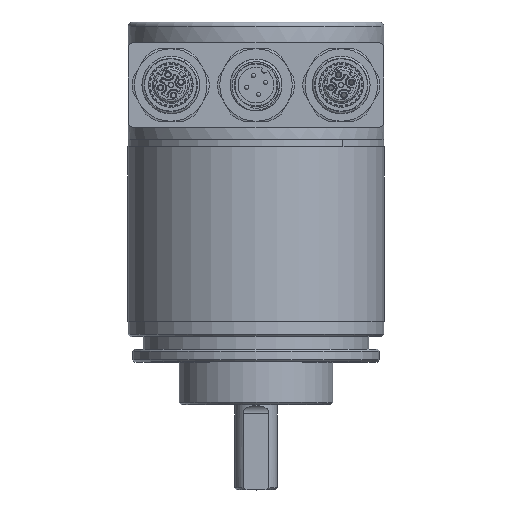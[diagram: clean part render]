
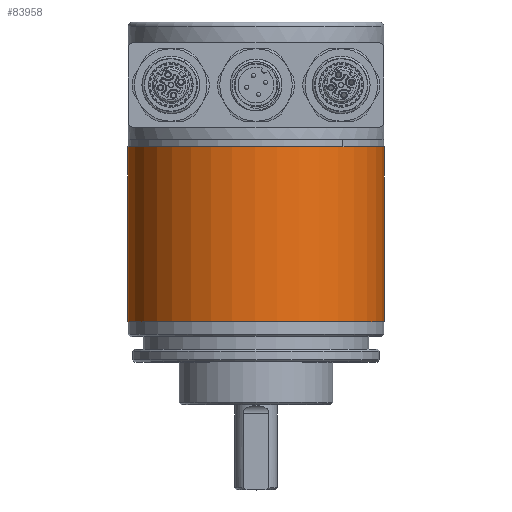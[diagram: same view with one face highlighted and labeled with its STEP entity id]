
A CAD part, top view. The second image highlights one B-rep face of the part: STEP entity #83958.
In plain terms, the highlighted cylindrical face has radius 30.15 mm (diameter 60.3 mm), a partial arc.
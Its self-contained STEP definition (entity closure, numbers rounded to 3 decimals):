
#2664 = VECTOR ( 'NONE', #6159, 1000. ) ;
#3386 = CARTESIAN_POINT ( 'NONE',  ( 0., 19.5, 0. ) ) ;
#4857 = DIRECTION ( 'NONE',  ( 0., -1., 0. ) ) ;
#6021 = EDGE_CURVE ( 'NONE', #87436, #7731, #34415, .T. ) ;
#6159 = DIRECTION ( 'NONE',  ( 0., 1., 0. ) ) ;
#7731 = VERTEX_POINT ( 'NONE', #63374 ) ;
#10571 = LINE ( 'NONE', #31051, #75415 ) ;
#11907 = CIRCLE ( 'NONE', #20448, 30.15 ) ;
#18730 = ORIENTED_EDGE ( 'NONE', *, *, #6021, .F. ) ;
#20448 = AXIS2_PLACEMENT_3D ( 'NONE', #72468, #4857, #39109 ) ;
#29777 = FACE_OUTER_BOUND ( 'NONE', #31813, .T. ) ;
#30555 = DIRECTION ( 'NONE',  ( 0., -1., 0. ) ) ;
#31051 = CARTESIAN_POINT ( 'NONE',  ( -30.149, 19.5, -0.3 ) ) ;
#31813 = EDGE_LOOP ( 'NONE', ( #18730, #43762, #79875, #78171 ) ) ;
#34415 = CIRCLE ( 'NONE', #45789, 30.15 ) ;
#39109 = DIRECTION ( 'NONE',  ( 1., 0., 0.01 ) ) ;
#43762 = ORIENTED_EDGE ( 'NONE', *, *, #80453, .T. ) ;
#45789 = AXIS2_PLACEMENT_3D ( 'NONE', #3386, #30555, #84819 ) ;
#47102 = CARTESIAN_POINT ( 'NONE',  ( 30.149, 19.5, 0.3 ) ) ;
#49238 = VERTEX_POINT ( 'NONE', #82006 ) ;
#49591 = CARTESIAN_POINT ( 'NONE',  ( -30.149, 60.5, -0.3 ) ) ;
#50142 = DIRECTION ( 'NONE',  ( 0., 1., 0. ) ) ;
#51874 = CARTESIAN_POINT ( 'NONE',  ( 0., 19.5, 0. ) ) ;
#53704 = LINE ( 'NONE', #47102, #2664 ) ;
#56439 = AXIS2_PLACEMENT_3D ( 'NONE', #51874, #50142, #79094 ) ;
#56683 = EDGE_CURVE ( 'NONE', #7731, #75448, #10571, .T. ) ;
#63374 = CARTESIAN_POINT ( 'NONE',  ( -30.149, 19.5, -0.3 ) ) ;
#70013 = EDGE_CURVE ( 'NONE', #49238, #75448, #11907, .T. ) ;
#72468 = CARTESIAN_POINT ( 'NONE',  ( 0., 60.5, 0. ) ) ;
#75415 = VECTOR ( 'NONE', #84436, 1000. ) ;
#75448 = VERTEX_POINT ( 'NONE', #49591 ) ;
#78171 = ORIENTED_EDGE ( 'NONE', *, *, #56683, .F. ) ;
#79094 = DIRECTION ( 'NONE',  ( -1., 0., -0.01 ) ) ;
#79875 = ORIENTED_EDGE ( 'NONE', *, *, #70013, .T. ) ;
#80453 = EDGE_CURVE ( 'NONE', #87436, #49238, #53704, .T. ) ;
#80957 = CARTESIAN_POINT ( 'NONE',  ( 30.149, 19.5, 0.3 ) ) ;
#82006 = CARTESIAN_POINT ( 'NONE',  ( 30.149, 60.5, 0.3 ) ) ;
#83958 = ADVANCED_FACE ( 'NONE', ( #29777 ), #85367, .T. ) ;
#84436 = DIRECTION ( 'NONE',  ( 0., 1., 0. ) ) ;
#84819 = DIRECTION ( 'NONE',  ( 1., 0., 0.01 ) ) ;
#85367 = CYLINDRICAL_SURFACE ( 'NONE', #56439, 30.15 ) ;
#87436 = VERTEX_POINT ( 'NONE', #80957 ) ;
